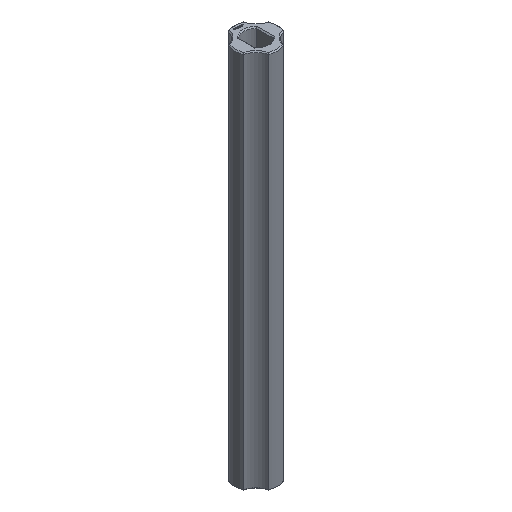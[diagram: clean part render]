
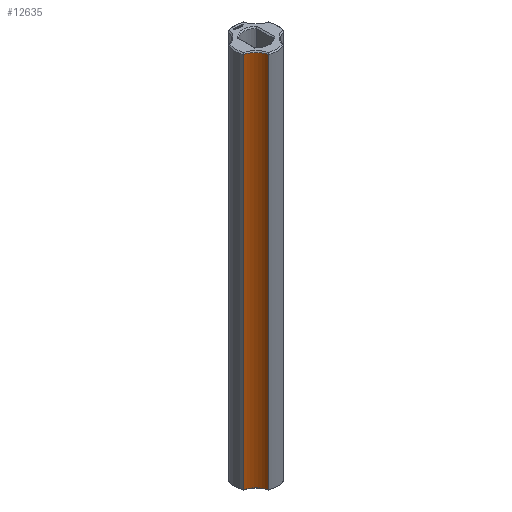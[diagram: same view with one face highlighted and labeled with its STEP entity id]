
A CAD part, isometric view. The second image highlights one B-rep face of the part: STEP entity #12635.
In plain terms, the highlighted cylindrical face has radius 5 mm (diameter 10 mm), a partial arc.
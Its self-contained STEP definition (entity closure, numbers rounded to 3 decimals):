
#189 = CYLINDRICAL_SURFACE('',#190,6.25);
#190 = AXIS2_PLACEMENT_3D('',#191,#192,#193);
#191 = CARTESIAN_POINT('',(0.,0.,0.));
#192 = DIRECTION('',(-0.,-0.,-1.));
#193 = DIRECTION('',(1.,0.,0.));
#625 = EDGE_CURVE('',#626,#628,#630,.T.);
#626 = VERTEX_POINT('',#627);
#627 = CARTESIAN_POINT('',(-2.225,-5.841,0.3));
#628 = VERTEX_POINT('',#629);
#629 = CARTESIAN_POINT('',(-2.225,-5.841,109.075));
#630 = SURFACE_CURVE('',#631,(#635,#642),.PCURVE_S1.);
#631 = LINE('',#632,#633);
#632 = CARTESIAN_POINT('',(-2.225,-5.841,0.));
#633 = VECTOR('',#634,1.);
#634 = DIRECTION('',(0.,0.,1.));
#635 = PCURVE('',#189,#636);
#636 = DEFINITIONAL_REPRESENTATION('',(#637),#641);
#637 = LINE('',#638,#639);
#638 = CARTESIAN_POINT('',(-4.348,0.));
#639 = VECTOR('',#640,1.);
#640 = DIRECTION('',(-0.,-1.));
#641 = ( GEOMETRIC_REPRESENTATION_CONTEXT(2) 
PARAMETRIC_REPRESENTATION_CONTEXT() REPRESENTATION_CONTEXT('2D SPACE',''
  ) );
#642 = PCURVE('',#643,#648);
#643 = CYLINDRICAL_SURFACE('',#644,5.);
#644 = AXIS2_PLACEMENT_3D('',#645,#646,#647);
#645 = CARTESIAN_POINT('',(-7.071,-7.071,0.));
#646 = DIRECTION('',(-0.,-0.,-1.));
#647 = DIRECTION('',(1.,0.,0.));
#648 = DEFINITIONAL_REPRESENTATION('',(#649),#653);
#649 = LINE('',#650,#651);
#650 = CARTESIAN_POINT('',(-0.249,0.));
#651 = VECTOR('',#652,1.);
#652 = DIRECTION('',(-0.,-1.));
#653 = ( GEOMETRIC_REPRESENTATION_CONTEXT(2) 
PARAMETRIC_REPRESENTATION_CONTEXT() REPRESENTATION_CONTEXT('2D SPACE',''
  ) );
#832 = CONICAL_SURFACE('',#833,5.,0.785);
#833 = AXIS2_PLACEMENT_3D('',#834,#835,#836);
#834 = CARTESIAN_POINT('',(-7.071,-7.071,0.3));
#835 = DIRECTION('',(-0.,-0.,-1.));
#836 = DIRECTION('',(0.969,0.246,0.));
#1149 = CONICAL_SURFACE('',#1150,5.,0.785);
#1150 = AXIS2_PLACEMENT_3D('',#1151,#1152,#1153);
#1151 = CARTESIAN_POINT('',(-7.071,-7.071,109.075));
#1152 = DIRECTION('',(0.,0.,1.));
#1153 = DIRECTION('',(0.969,0.246,0.));
#12635 = ADVANCED_FACE('',(#12636),#643,.F.);
#12636 = FACE_BOUND('',#12637,.T.);
#12637 = EDGE_LOOP('',(#12638,#12639,#12663,#12691));
#12638 = ORIENTED_EDGE('',*,*,#625,.T.);
#12639 = ORIENTED_EDGE('',*,*,#12640,.T.);
#12640 = EDGE_CURVE('',#628,#12641,#12643,.T.);
#12641 = VERTEX_POINT('',#12642);
#12642 = CARTESIAN_POINT('',(-5.841,-2.225,109.075));
#12643 = SURFACE_CURVE('',#12644,(#12649,#12656),.PCURVE_S1.);
#12644 = CIRCLE('',#12645,5.);
#12645 = AXIS2_PLACEMENT_3D('',#12646,#12647,#12648);
#12646 = CARTESIAN_POINT('',(-7.071,-7.071,109.075));
#12647 = DIRECTION('',(0.,-0.,1.));
#12648 = DIRECTION('',(0.969,0.246,0.));
#12649 = PCURVE('',#643,#12650);
#12650 = DEFINITIONAL_REPRESENTATION('',(#12651),#12655);
#12651 = LINE('',#12652,#12653);
#12652 = CARTESIAN_POINT('',(-0.249,-109.075));
#12653 = VECTOR('',#12654,1.);
#12654 = DIRECTION('',(-1.,0.));
#12655 = ( GEOMETRIC_REPRESENTATION_CONTEXT(2) 
PARAMETRIC_REPRESENTATION_CONTEXT() REPRESENTATION_CONTEXT('2D SPACE',''
  ) );
#12656 = PCURVE('',#1149,#12657);
#12657 = DEFINITIONAL_REPRESENTATION('',(#12658),#12662);
#12658 = LINE('',#12659,#12660);
#12659 = CARTESIAN_POINT('',(0.,0.));
#12660 = VECTOR('',#12661,1.);
#12661 = DIRECTION('',(1.,0.));
#12662 = ( GEOMETRIC_REPRESENTATION_CONTEXT(2) 
PARAMETRIC_REPRESENTATION_CONTEXT() REPRESENTATION_CONTEXT('2D SPACE',''
  ) );
#12663 = ORIENTED_EDGE('',*,*,#12664,.F.);
#12664 = EDGE_CURVE('',#12665,#12641,#12667,.T.);
#12665 = VERTEX_POINT('',#12666);
#12666 = CARTESIAN_POINT('',(-5.841,-2.225,0.3));
#12667 = SURFACE_CURVE('',#12668,(#12672,#12679),.PCURVE_S1.);
#12668 = LINE('',#12669,#12670);
#12669 = CARTESIAN_POINT('',(-5.841,-2.225,0.));
#12670 = VECTOR('',#12671,1.);
#12671 = DIRECTION('',(0.,0.,1.));
#12672 = PCURVE('',#643,#12673);
#12673 = DEFINITIONAL_REPRESENTATION('',(#12674),#12678);
#12674 = LINE('',#12675,#12676);
#12675 = CARTESIAN_POINT('',(-1.322,0.));
#12676 = VECTOR('',#12677,1.);
#12677 = DIRECTION('',(-0.,-1.));
#12678 = ( GEOMETRIC_REPRESENTATION_CONTEXT(2) 
PARAMETRIC_REPRESENTATION_CONTEXT() REPRESENTATION_CONTEXT('2D SPACE',''
  ) );
#12679 = PCURVE('',#12680,#12685);
#12680 = CYLINDRICAL_SURFACE('',#12681,6.25);
#12681 = AXIS2_PLACEMENT_3D('',#12682,#12683,#12684);
#12682 = CARTESIAN_POINT('',(0.,0.,0.));
#12683 = DIRECTION('',(-0.,-0.,-1.));
#12684 = DIRECTION('',(1.,0.,0.));
#12685 = DEFINITIONAL_REPRESENTATION('',(#12686),#12690);
#12686 = LINE('',#12687,#12688);
#12687 = CARTESIAN_POINT('',(-3.506,0.));
#12688 = VECTOR('',#12689,1.);
#12689 = DIRECTION('',(-0.,-1.));
#12690 = ( GEOMETRIC_REPRESENTATION_CONTEXT(2) 
PARAMETRIC_REPRESENTATION_CONTEXT() REPRESENTATION_CONTEXT('2D SPACE',''
  ) );
#12691 = ORIENTED_EDGE('',*,*,#12692,.F.);
#12692 = EDGE_CURVE('',#626,#12665,#12693,.T.);
#12693 = SURFACE_CURVE('',#12694,(#12699,#12706),.PCURVE_S1.);
#12694 = CIRCLE('',#12695,5.);
#12695 = AXIS2_PLACEMENT_3D('',#12696,#12697,#12698);
#12696 = CARTESIAN_POINT('',(-7.071,-7.071,0.3));
#12697 = DIRECTION('',(0.,-0.,1.));
#12698 = DIRECTION('',(0.969,0.246,0.));
#12699 = PCURVE('',#643,#12700);
#12700 = DEFINITIONAL_REPRESENTATION('',(#12701),#12705);
#12701 = LINE('',#12702,#12703);
#12702 = CARTESIAN_POINT('',(-0.249,-0.3));
#12703 = VECTOR('',#12704,1.);
#12704 = DIRECTION('',(-1.,0.));
#12705 = ( GEOMETRIC_REPRESENTATION_CONTEXT(2) 
PARAMETRIC_REPRESENTATION_CONTEXT() REPRESENTATION_CONTEXT('2D SPACE',''
  ) );
#12706 = PCURVE('',#832,#12707);
#12707 = DEFINITIONAL_REPRESENTATION('',(#12708),#12712);
#12708 = LINE('',#12709,#12710);
#12709 = CARTESIAN_POINT('',(-0.,0.));
#12710 = VECTOR('',#12711,1.);
#12711 = DIRECTION('',(-1.,0.));
#12712 = ( GEOMETRIC_REPRESENTATION_CONTEXT(2) 
PARAMETRIC_REPRESENTATION_CONTEXT() REPRESENTATION_CONTEXT('2D SPACE',''
  ) );
